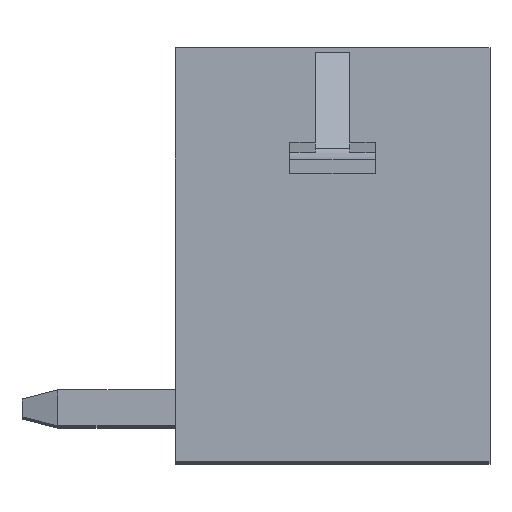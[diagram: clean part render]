
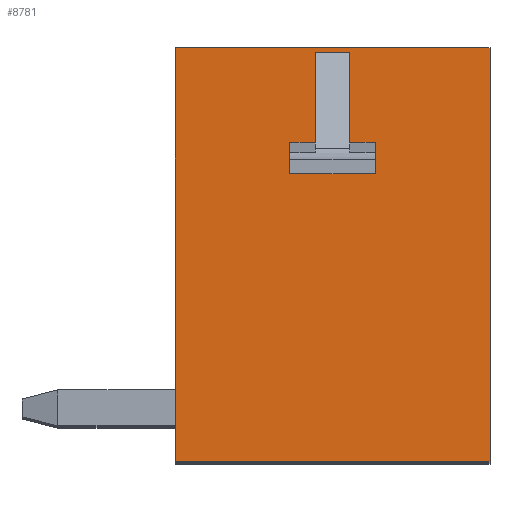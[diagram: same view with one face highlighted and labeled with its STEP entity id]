
A CAD part, top view. The second image highlights one B-rep face of the part: STEP entity #8781.
In plain terms, the highlighted planar face has unit normal (0, 0, 1).
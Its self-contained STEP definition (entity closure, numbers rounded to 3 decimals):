
#1505=DIRECTION('',(1.,0.,0.));
#1506=VECTOR('',#1505,7.);
#1507=CARTESIAN_POINT('',(-3.6,-3.853,0.));
#1508=LINE('',#1507,#1506);
#1509=DIRECTION('',(0.,-1.,0.));
#1510=VECTOR('',#1509,9.2);
#1511=CARTESIAN_POINT('',(-3.6,5.347,0.));
#1512=LINE('',#1511,#1510);
#1513=DIRECTION('',(-1.,0.,0.));
#1514=VECTOR('',#1513,7.);
#1515=CARTESIAN_POINT('',(3.4,5.347,0.));
#1516=LINE('',#1515,#1514);
#1517=DIRECTION('',(0.,1.,0.));
#1518=VECTOR('',#1517,9.2);
#1519=CARTESIAN_POINT('',(3.4,-3.853,0.));
#1520=LINE('',#1519,#1518);
#1521=DIRECTION('',(0.,1.,0.));
#1522=VECTOR('',#1521,0.495);
#1523=CARTESIAN_POINT('',(0.85,2.747,0.));
#1524=LINE('',#1523,#1522);
#1525=DIRECTION('',(-1.,0.,0.));
#1526=VECTOR('',#1525,0.76);
#1527=CARTESIAN_POINT('',(0.28,5.244,0.));
#1528=LINE('',#1527,#1526);
#1529=DIRECTION('',(1.,0.,0.));
#1530=VECTOR('',#1529,0.57);
#1531=CARTESIAN_POINT('',(-1.05,3.242,0.));
#1532=LINE('',#1531,#1530);
#1533=DIRECTION('',(0.,1.,0.));
#1534=VECTOR('',#1533,0.495);
#1535=CARTESIAN_POINT('',(-1.05,2.747,0.));
#1536=LINE('',#1535,#1534);
#1537=DIRECTION('',(-1.,0.,0.));
#1538=VECTOR('',#1537,1.9);
#1539=CARTESIAN_POINT('',(0.85,2.747,0.));
#1540=LINE('',#1539,#1538);
#1562=DIRECTION('',(-1.,0.,0.));
#1563=VECTOR('',#1562,0.57);
#1564=CARTESIAN_POINT('',(0.85,3.242,0.));
#1565=LINE('',#1564,#1563);
#1566=DIRECTION('',(0.,-1.,0.));
#1567=VECTOR('',#1566,2.002);
#1568=CARTESIAN_POINT('',(0.28,5.244,0.));
#1569=LINE('',#1568,#1567);
#1633=DIRECTION('',(0.,1.,0.));
#1634=VECTOR('',#1633,2.002);
#1635=CARTESIAN_POINT('',(-0.48,3.242,0.));
#1636=LINE('',#1635,#1634);
#5697=CARTESIAN_POINT('',(-3.6,-3.853,0.));
#5698=CARTESIAN_POINT('',(3.4,-3.853,0.));
#5699=VERTEX_POINT('',#5697);
#5700=VERTEX_POINT('',#5698);
#5701=CARTESIAN_POINT('',(3.4,5.347,0.));
#5702=VERTEX_POINT('',#5701);
#5703=CARTESIAN_POINT('',(-3.6,5.347,0.));
#5704=VERTEX_POINT('',#5703);
#6660=CARTESIAN_POINT('',(0.85,2.747,0.));
#6661=VERTEX_POINT('',#6660);
#6662=CARTESIAN_POINT('',(-1.05,2.747,0.));
#6663=VERTEX_POINT('',#6662);
#6665=CARTESIAN_POINT('',(-0.48,3.242,0.));
#6667=VERTEX_POINT('',#6665);
#6668=CARTESIAN_POINT('',(-0.48,5.244,0.));
#6669=VERTEX_POINT('',#6668);
#6670=CARTESIAN_POINT('',(-1.05,3.242,0.));
#6671=VERTEX_POINT('',#6670);
#6676=CARTESIAN_POINT('',(0.28,5.244,0.));
#6677=CARTESIAN_POINT('',(0.28,3.242,0.));
#6678=VERTEX_POINT('',#6676);
#6679=VERTEX_POINT('',#6677);
#6682=CARTESIAN_POINT('',(0.85,3.242,0.));
#6683=VERTEX_POINT('',#6682);
#8752=CARTESIAN_POINT('',(0.,0.,0.));
#8753=DIRECTION('',(0.,0.,1.));
#8754=DIRECTION('',(1.,0.,0.));
#8755=AXIS2_PLACEMENT_3D('',#8752,#8753,#8754);
#8756=PLANE('',#8755);
#8757=ORIENTED_EDGE('',*,*,#8386,.F.);
#8758=ORIENTED_EDGE('',*,*,#8178,.F.);
#8759=ORIENTED_EDGE('',*,*,#7662,.F.);
#8760=ORIENTED_EDGE('',*,*,#8484,.F.);
#8761=EDGE_LOOP('',(#8757,#8758,#8759,#8760));
#8762=FACE_OUTER_BOUND('',#8761,.F.);
#8764=ORIENTED_EDGE('',*,*,#8763,.T.);
#8766=ORIENTED_EDGE('',*,*,#8765,.T.);
#8768=ORIENTED_EDGE('',*,*,#8767,.F.);
#8770=ORIENTED_EDGE('',*,*,#8769,.T.);
#8772=ORIENTED_EDGE('',*,*,#8771,.F.);
#8774=ORIENTED_EDGE('',*,*,#8773,.F.);
#8776=ORIENTED_EDGE('',*,*,#8775,.F.);
#8778=ORIENTED_EDGE('',*,*,#8777,.F.);
#8779=EDGE_LOOP('',(#8764,#8766,#8768,#8770,#8772,#8774,#8776,#8778));
#8780=FACE_BOUND('',#8779,.F.);
#7662=EDGE_CURVE('',#5702,#5704,#1516,.T.);
#8178=EDGE_CURVE('',#5704,#5699,#1512,.T.);
#8386=EDGE_CURVE('',#5699,#5700,#1508,.T.);
#8484=EDGE_CURVE('',#5700,#5702,#1520,.T.);
#8763=EDGE_CURVE('',#6661,#6683,#1524,.T.);
#8765=EDGE_CURVE('',#6683,#6679,#1565,.T.);
#8767=EDGE_CURVE('',#6678,#6679,#1569,.T.);
#8769=EDGE_CURVE('',#6678,#6669,#1528,.T.);
#8771=EDGE_CURVE('',#6667,#6669,#1636,.T.);
#8773=EDGE_CURVE('',#6671,#6667,#1532,.T.);
#8775=EDGE_CURVE('',#6663,#6671,#1536,.T.);
#8777=EDGE_CURVE('',#6661,#6663,#1540,.T.);
#8781=ADVANCED_FACE('',(#8762,#8780),#8756,.T.);
